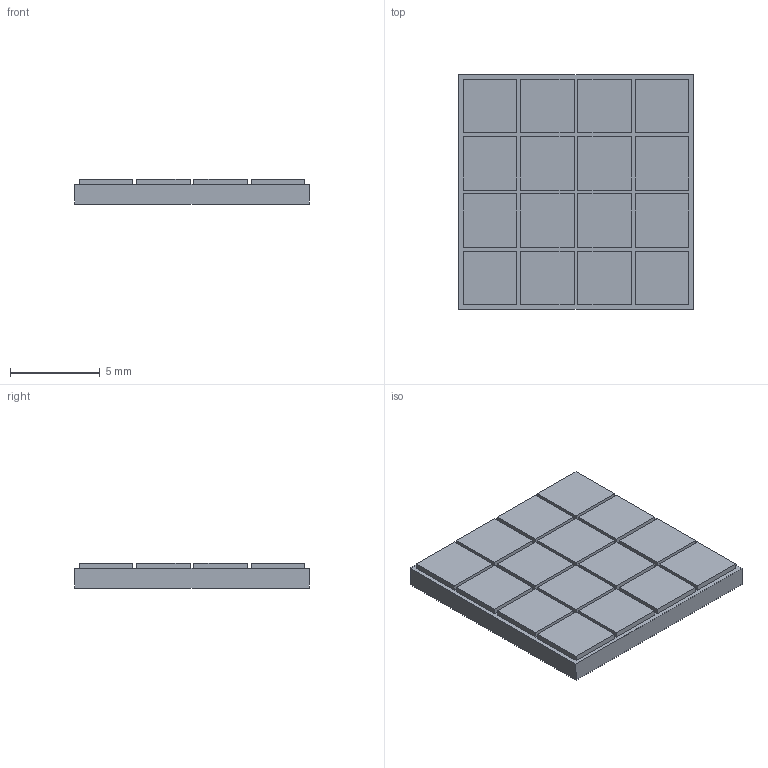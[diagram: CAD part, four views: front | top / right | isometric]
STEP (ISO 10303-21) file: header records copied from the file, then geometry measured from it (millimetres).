
FILE_DESCRIPTION((''),'2;1');
FILE_NAME('HAMAMATSU_S12642-0404PA-50_Part1.stp','2014-08-12T11:00:55',(''),(''),'Mechanical Desktop 2011','Mechanical Desktop 2011',', , ');
FILE_SCHEMA(('AUTOMOTIVE_DESIGN { 1 2 10303 214 1 1 1 1 }'));
Length unit declared in the file: millimetre
Products named in the file (1): Product
Bounding box: 13.1 x 13.1 x 1.45 mm (x, y, z)
Volume: 232.6 mm3; surface area: 775.8 mm2
Topology: 50 solids, 50 shells, 235 faces, 405 edges, 270 vertices
Faces by surface type: plane 171, cylinder 64
Entity records: 5597 total; most frequent: DIRECTION 1005, CARTESIAN_POINT 911, ORIENTED_EDGE 810, EDGE_CURVE 405, AXIS2_PLACEMENT_3D 364, VECTOR 277, LINE 277, VERTEX_POINT 270
